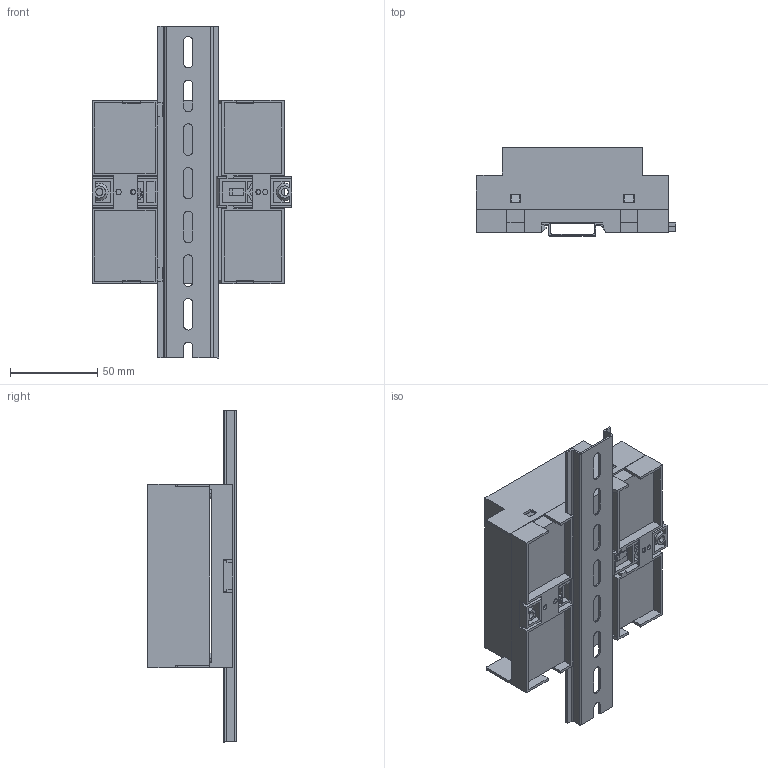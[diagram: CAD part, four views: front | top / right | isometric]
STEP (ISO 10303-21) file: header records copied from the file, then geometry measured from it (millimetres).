
FILE_DESCRIPTION (( 'STEP AP214' ), '1' );
FILE_NAME ('CES-105-01.STEP', '2022-01-24T10:36:12', ( '' ), ( '' ), 'SwSTEP 2.0', 'SolidWorks 2017', '' );
FILE_SCHEMA (( 'AUTOMOTIVE_DESIGN' ));
Length unit declared in the file: millimetre
Products named in the file (16): TopCover-CESC-105; Screw-small; BasePCB-CESP-105-01; Rail-35-190mm; Clip-Small; Clip-Big; Body-105; CES-105-01
Assembly tree (8 placements, depth 2):
  Screw-small
  Screw-small
  BasePCB-CESP-105-01
  Rail-35-190mm
  Clip-Big
Bounding box: 114.3 x 50.55 x 190 mm (x, y, z)
Volume: 87387.4 mm3; surface area: 125692.1 mm2
Topology: 8 solids, 8 shells, 662 faces, 1914 edges, 1258 vertices
Faces by surface type: plane 440, cylinder 196, cone 20, torus 6
Entity records: 21589 total; most frequent: CARTESIAN_POINT 3799, ORIENTED_EDGE 3678, DIRECTION 3497, EDGE_CURVE 1839, LINE 1415, VECTOR 1415, VERTEX_POINT 1211, AXIS2_PLACEMENT_3D 1041
